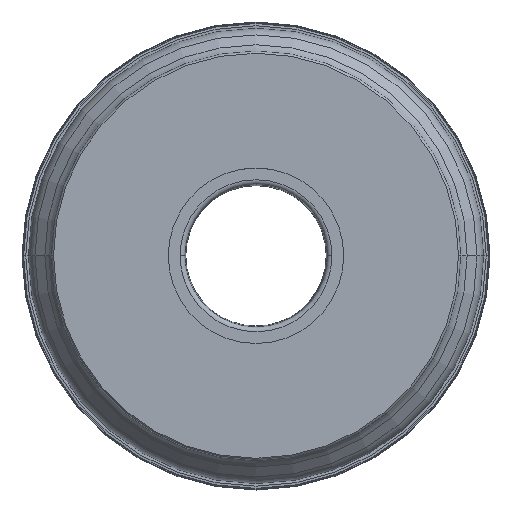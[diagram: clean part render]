
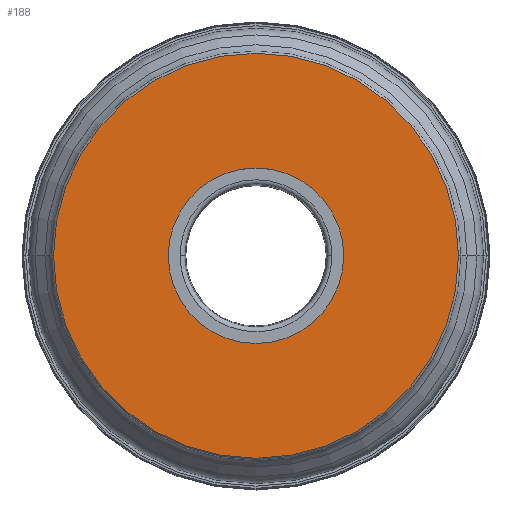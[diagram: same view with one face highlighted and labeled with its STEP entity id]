
A CAD part, top view. The second image highlights one B-rep face of the part: STEP entity #188.
In plain terms, the highlighted planar face has unit normal (0, 0, 1).
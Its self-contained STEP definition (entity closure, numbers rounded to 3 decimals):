
#64=PLANE('',#1729);
#71=FACE_BOUND('',#391,.T.);
#72=FACE_BOUND('',#392,.T.);
#188=ADVANCED_FACE('',(#71,#72),#64,.T.);
#391=EDGE_LOOP('',(#833,#834,#835,#836));
#392=EDGE_LOOP('',(#837,#838));
#507=CIRCLE('',#1720,86.554);
#508=CIRCLE('',#1721,86.554);
#510=CIRCLE('',#1724,86.554);
#511=CIRCLE('',#1725,86.554);
#512=CIRCLE('',#1727,37.5);
#513=CIRCLE('',#1728,37.5);
#833=ORIENTED_EDGE('',*,*,#1297,.T.);
#834=ORIENTED_EDGE('',*,*,#1301,.T.);
#835=ORIENTED_EDGE('',*,*,#1300,.F.);
#836=ORIENTED_EDGE('',*,*,#1298,.F.);
#837=ORIENTED_EDGE('',*,*,#1302,.T.);
#838=ORIENTED_EDGE('',*,*,#1303,.T.);
#1107=VERTEX_POINT('',#2697);
#1108=VERTEX_POINT('',#2699);
#1109=VERTEX_POINT('',#2701);
#1110=VERTEX_POINT('',#2705);
#1111=VERTEX_POINT('',#2709);
#1112=VERTEX_POINT('',#2710);
#1297=EDGE_CURVE('',#1108,#1107,#507,.T.);
#1298=EDGE_CURVE('',#1108,#1109,#508,.T.);
#1300=EDGE_CURVE('',#1109,#1110,#510,.T.);
#1301=EDGE_CURVE('',#1107,#1110,#511,.T.);
#1302=EDGE_CURVE('',#1111,#1112,#512,.T.);
#1303=EDGE_CURVE('',#1112,#1111,#513,.T.);
#1720=AXIS2_PLACEMENT_3D('',#2698,#2173,#2174);
#1721=AXIS2_PLACEMENT_3D('',#2700,#2175,#2176);
#1724=AXIS2_PLACEMENT_3D('',#2704,#2181,#2182);
#1725=AXIS2_PLACEMENT_3D('',#2706,#2183,#2184);
#1727=AXIS2_PLACEMENT_3D('',#2708,#2187,#2188);
#1728=AXIS2_PLACEMENT_3D('',#2711,#2189,#2190);
#1729=AXIS2_PLACEMENT_3D('',#2712,#2191,#2192);
#2173=DIRECTION('',(0.,0.,1.));
#2174=DIRECTION('',(1.,0.,0.));
#2175=DIRECTION('',(0.,0.,-1.));
#2176=DIRECTION('',(-1.,0.,0.));
#2181=DIRECTION('',(0.,0.,-1.));
#2182=DIRECTION('',(-1.,0.,0.));
#2183=DIRECTION('',(0.,0.,1.));
#2184=DIRECTION('',(1.,0.,0.));
#2187=DIRECTION('',(0.,0.,-1.));
#2188=DIRECTION('',(-1.,0.,0.));
#2189=DIRECTION('',(0.,0.,-1.));
#2190=DIRECTION('',(1.,0.,0.));
#2191=DIRECTION('',(0.,0.,1.));
#2192=DIRECTION('',(0.,1.,0.));
#2697=CARTESIAN_POINT('',(86.554,0.,0.));
#2698=CARTESIAN_POINT('',(0.,0.,0.));
#2699=CARTESIAN_POINT('',(86.554,-0.022,0.));
#2700=CARTESIAN_POINT('',(0.,0.,0.));
#2701=CARTESIAN_POINT('',(-86.554,0.,0.));
#2704=CARTESIAN_POINT('',(0.,0.,0.));
#2705=CARTESIAN_POINT('',(-86.554,0.022,0.));
#2706=CARTESIAN_POINT('',(0.,0.,0.));
#2708=CARTESIAN_POINT('',(0.,0.,0.));
#2709=CARTESIAN_POINT('',(-37.5,0.,0.));
#2710=CARTESIAN_POINT('',(37.5,0.,0.));
#2711=CARTESIAN_POINT('',(0.,0.,0.));
#2712=CARTESIAN_POINT('',(0.,0.,0.));
